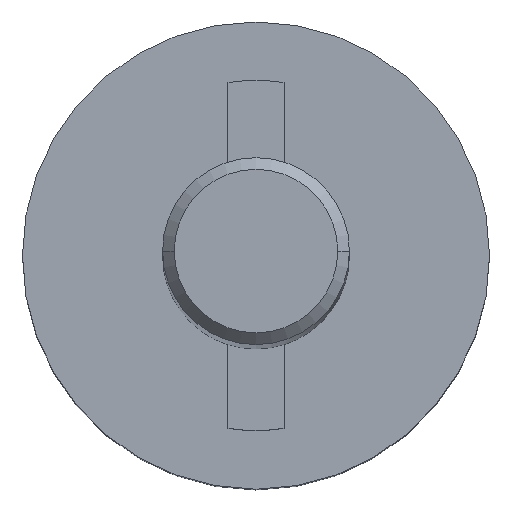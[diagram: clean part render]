
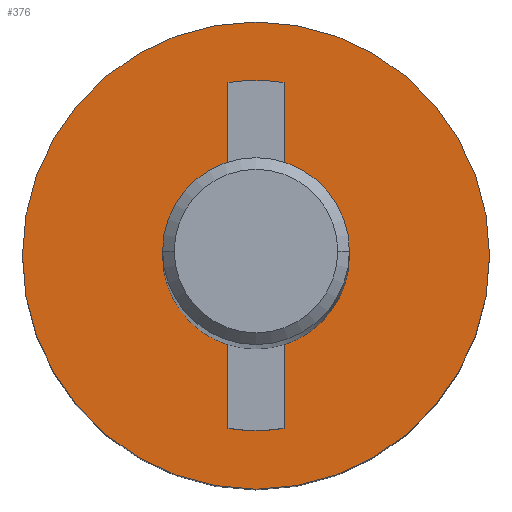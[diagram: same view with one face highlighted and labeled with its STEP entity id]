
A CAD part, top view. The second image highlights one B-rep face of the part: STEP entity #376.
In plain terms, the highlighted planar face has unit normal (0, 0, 1).
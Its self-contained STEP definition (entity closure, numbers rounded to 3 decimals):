
#138 = EDGE_CURVE ( 'NONE', #144, #142, #527, .T. ) ;
#142 = VERTEX_POINT ( 'NONE', #518 ) ;
#144 = VERTEX_POINT ( 'NONE', #517 ) ;
#178 = VERTEX_POINT ( 'NONE', #622 ) ;
#185 = EDGE_CURVE ( 'NONE', #178, #190, #610, .T. ) ;
#190 = VERTEX_POINT ( 'NONE', #649 ) ;
#210 = VERTEX_POINT ( 'NONE', #681 ) ;
#211 = EDGE_CURVE ( 'NONE', #213, #210, #680, .T. ) ;
#213 = VERTEX_POINT ( 'NONE', #675 ) ;
#242 = VERTEX_POINT ( 'NONE', #719 ) ;
#245 = EDGE_CURVE ( 'NONE', #246, #242, #736, .T. ) ;
#246 = VERTEX_POINT ( 'NONE', #731 ) ;
#265 = EDGE_CURVE ( 'NONE', #291, #292, #789, .T. ) ;
#282 = EDGE_CURVE ( 'NONE', #190, #142, #830, .T. ) ;
#291 = VERTEX_POINT ( 'NONE', #809 ) ;
#292 = VERTEX_POINT ( 'NONE', #808 ) ;
#332 = ORIENTED_EDGE ( 'NONE', *, *, #245, .T. ) ;
#333 = ORIENTED_EDGE ( 'NONE', *, *, #334, .T. ) ;
#334 = EDGE_CURVE ( 'NONE', #242, #335, #859, .T. ) ;
#335 = VERTEX_POINT ( 'NONE', #854 ) ;
#336 = ORIENTED_EDGE ( 'NONE', *, *, #337, .T. ) ;
#337 = EDGE_CURVE ( 'NONE', #335, #210, #853, .T. ) ;
#338 = ORIENTED_EDGE ( 'NONE', *, *, #211, .F. ) ;
#339 = ORIENTED_EDGE ( 'NONE', *, *, #340, .T. ) ;
#340 = EDGE_CURVE ( 'NONE', #213, #341, #849, .T. ) ;
#341 = VERTEX_POINT ( 'NONE', #845 ) ;
#362 = EDGE_CURVE ( 'NONE', #341, #178, #844, .T. ) ;
#363 = ORIENTED_EDGE ( 'NONE', *, *, #185, .T. ) ;
#364 = ORIENTED_EDGE ( 'NONE', *, *, #282, .T. ) ;
#366 = ORIENTED_EDGE ( 'NONE', *, *, #367, .T. ) ;
#367 = EDGE_CURVE ( 'NONE', #144, #246, #839, .T. ) ;
#369 = EDGE_CURVE ( 'NONE', #292, #291, #831, .T. ) ;
#370 = ORIENTED_EDGE ( 'NONE', *, *, #362, .T. ) ;
#371 = ORIENTED_EDGE ( 'NONE', *, *, #369, .T. ) ;
#376 = ADVANCED_FACE ( 'NONE', ( #879, #878 ), #877, .T. ) ;
#381 = ORIENTED_EDGE ( 'NONE', *, *, #265, .T. ) ;
#382 = ORIENTED_EDGE ( 'NONE', *, *, #138, .F. ) ;
#383 = EDGE_LOOP ( 'NONE', ( #382, #366, #332, #333, #336, #338, #339, #370, #363, #364 ) ) ;
#385 = EDGE_LOOP ( 'NONE', ( #371, #381 ) ) ;
#517 = CARTESIAN_POINT ( 'NONE',  ( 1.2, 7.403, 20. ) ) ;
#518 = CARTESIAN_POINT ( 'NONE',  ( -1.2, 7.403, 20. ) ) ;
#523 = DIRECTION ( 'NONE',  ( 1., 0., 0. ) ) ;
#524 = DIRECTION ( 'NONE',  ( 0., 0., 1. ) ) ;
#525 = CARTESIAN_POINT ( 'NONE',  ( 0., 0., 20. ) ) ;
#526 = AXIS2_PLACEMENT_3D ( 'NONE', #525, #524, #523 ) ;
#527 = CIRCLE ( 'NONE', #526, 7.5 ) ;
#606 = DIRECTION ( 'NONE',  ( 1., 0., 0. ) ) ;
#607 = DIRECTION ( 'NONE',  ( 0., 0., -1. ) ) ;
#608 = CARTESIAN_POINT ( 'NONE',  ( 0., 0., 20. ) ) ;
#609 = AXIS2_PLACEMENT_3D ( 'NONE', #608, #607, #606 ) ;
#610 = CIRCLE ( 'NONE', #609, 4. ) ;
#622 = CARTESIAN_POINT ( 'NONE',  ( -4., 0., 20. ) ) ;
#649 = CARTESIAN_POINT ( 'NONE',  ( -1.2, 3.816, 20. ) ) ;
#675 = CARTESIAN_POINT ( 'NONE',  ( -1.2, -7.403, 20. ) ) ;
#676 = DIRECTION ( 'NONE',  ( 1., 0., 0. ) ) ;
#677 = DIRECTION ( 'NONE',  ( 0., 0., 1. ) ) ;
#678 = CARTESIAN_POINT ( 'NONE',  ( 0., 0., 20. ) ) ;
#679 = AXIS2_PLACEMENT_3D ( 'NONE', #678, #677, #676 ) ;
#680 = CIRCLE ( 'NONE', #679, 7.5 ) ;
#681 = CARTESIAN_POINT ( 'NONE',  ( 1.2, -7.403, 20. ) ) ;
#719 = CARTESIAN_POINT ( 'NONE',  ( 4., 0., 20. ) ) ;
#731 = CARTESIAN_POINT ( 'NONE',  ( 1.2, 3.816, 20. ) ) ;
#732 = DIRECTION ( 'NONE',  ( 1., 0., 0. ) ) ;
#733 = DIRECTION ( 'NONE',  ( 0., 0., -1. ) ) ;
#734 = CARTESIAN_POINT ( 'NONE',  ( 0., 0., 20. ) ) ;
#735 = AXIS2_PLACEMENT_3D ( 'NONE', #734, #733, #732 ) ;
#736 = CIRCLE ( 'NONE', #735, 4. ) ;
#785 = DIRECTION ( 'NONE',  ( 1., 0., 0. ) ) ;
#786 = DIRECTION ( 'NONE',  ( 0., 0., 1. ) ) ;
#787 = CARTESIAN_POINT ( 'NONE',  ( 0., 0., 20. ) ) ;
#788 = AXIS2_PLACEMENT_3D ( 'NONE', #787, #786, #785 ) ;
#789 = CIRCLE ( 'NONE', #788, 10. ) ;
#808 = CARTESIAN_POINT ( 'NONE',  ( -10., 0., 20. ) ) ;
#809 = CARTESIAN_POINT ( 'NONE',  ( 10., 0., 20. ) ) ;
#827 = DIRECTION ( 'NONE',  ( 0., 1., 0. ) ) ;
#828 = VECTOR ( 'NONE', #827, 1000. ) ;
#829 = CARTESIAN_POINT ( 'NONE',  ( -1.2, 7.403, 20. ) ) ;
#830 = LINE ( 'NONE', #829, #828 ) ;
#831 = CIRCLE ( 'NONE', #893, 10. ) ;
#836 = DIRECTION ( 'NONE',  ( 0., -1., 0. ) ) ;
#837 = VECTOR ( 'NONE', #836, 1000. ) ;
#838 = CARTESIAN_POINT ( 'NONE',  ( 1.2, 7.403, 20. ) ) ;
#839 = LINE ( 'NONE', #838, #837 ) ;
#840 = DIRECTION ( 'NONE',  ( 1., 0., 0. ) ) ;
#841 = DIRECTION ( 'NONE',  ( 0., 0., -1. ) ) ;
#842 = CARTESIAN_POINT ( 'NONE',  ( 0., 0., 20. ) ) ;
#843 = AXIS2_PLACEMENT_3D ( 'NONE', #842, #841, #840 ) ;
#844 = CIRCLE ( 'NONE', #843, 4. ) ;
#845 = CARTESIAN_POINT ( 'NONE',  ( -1.2, -3.816, 20. ) ) ;
#846 = DIRECTION ( 'NONE',  ( 0., 1., 0. ) ) ;
#847 = VECTOR ( 'NONE', #846, 1000. ) ;
#848 = CARTESIAN_POINT ( 'NONE',  ( -1.2, -3.816, 20. ) ) ;
#849 = LINE ( 'NONE', #848, #847 ) ;
#850 = DIRECTION ( 'NONE',  ( 0., -1., 0. ) ) ;
#851 = VECTOR ( 'NONE', #850, 1000. ) ;
#852 = CARTESIAN_POINT ( 'NONE',  ( 1.2, -3.816, 20. ) ) ;
#853 = LINE ( 'NONE', #852, #851 ) ;
#854 = CARTESIAN_POINT ( 'NONE',  ( 1.2, -3.816, 20. ) ) ;
#855 = DIRECTION ( 'NONE',  ( 1., 0., 0. ) ) ;
#856 = DIRECTION ( 'NONE',  ( 0., 0., -1. ) ) ;
#857 = CARTESIAN_POINT ( 'NONE',  ( 0., 0., 20. ) ) ;
#858 = AXIS2_PLACEMENT_3D ( 'NONE', #857, #856, #855 ) ;
#859 = CIRCLE ( 'NONE', #858, 4. ) ;
#873 = DIRECTION ( 'NONE',  ( 1., 0., 0. ) ) ;
#874 = DIRECTION ( 'NONE',  ( 0., 0., 1. ) ) ;
#875 = CARTESIAN_POINT ( 'NONE',  ( 0., 0., 20. ) ) ;
#876 = AXIS2_PLACEMENT_3D ( 'NONE', #875, #874, #873 ) ;
#877 = PLANE ( 'NONE',  #876 ) ;
#878 = FACE_BOUND ( 'NONE', #383, .T. ) ;
#879 = FACE_OUTER_BOUND ( 'NONE', #385, .T. ) ;
#890 = DIRECTION ( 'NONE',  ( 1., 0., 0. ) ) ;
#891 = DIRECTION ( 'NONE',  ( 0., 0., 1. ) ) ;
#892 = CARTESIAN_POINT ( 'NONE',  ( 0., 0., 20. ) ) ;
#893 = AXIS2_PLACEMENT_3D ( 'NONE', #892, #891, #890 ) ;
